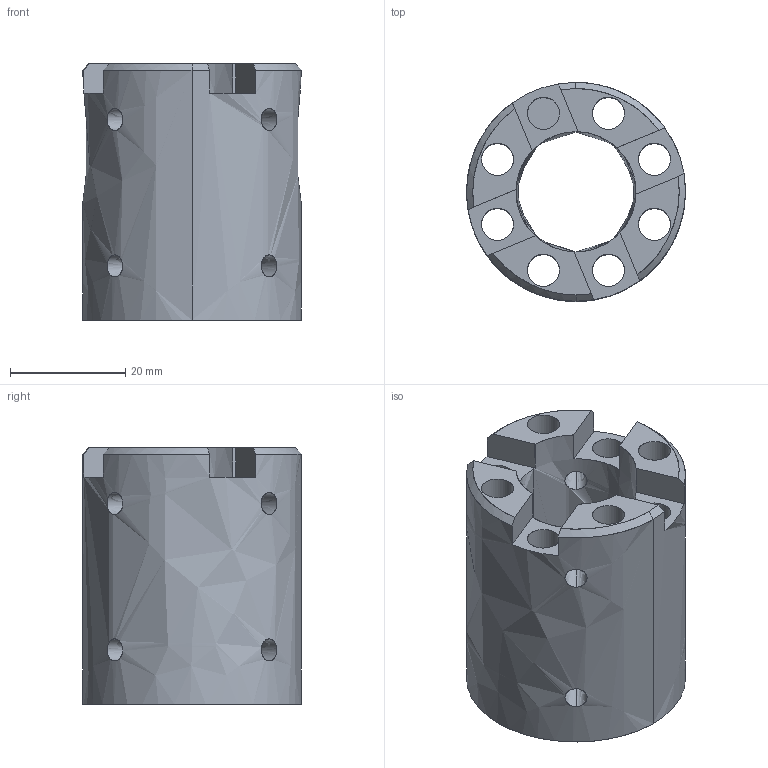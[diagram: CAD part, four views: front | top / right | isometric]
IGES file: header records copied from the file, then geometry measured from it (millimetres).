
Start section: START RECORD GO HERE.
Bounding box: 37.97 x 37.97 x 44.45 mm (x, y, z)
Surface area: 15892 mm2 (no closed solid volume)
Topology: 0 solids, 0 shells, 51 faces, 758 edges, 750 vertices
Faces by surface type: bspline 51
